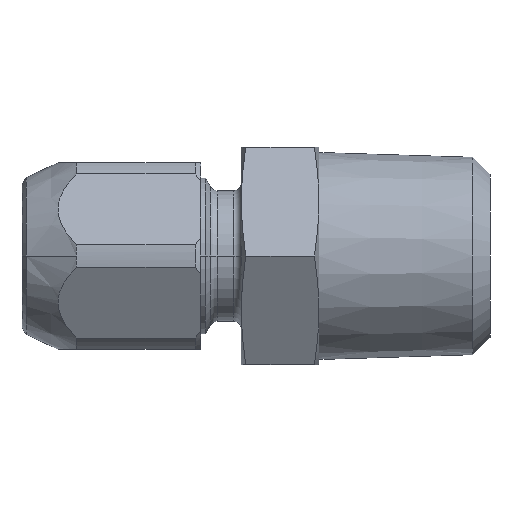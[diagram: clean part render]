
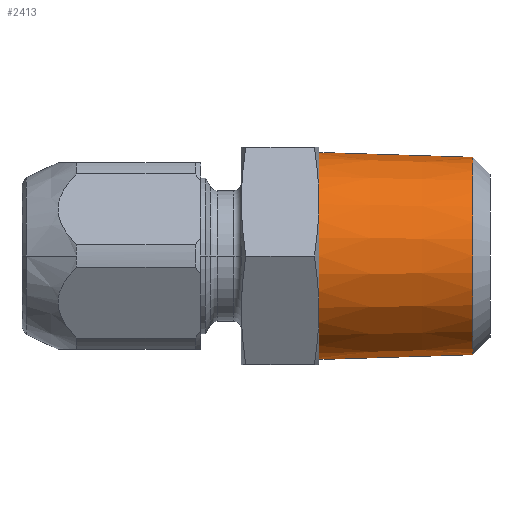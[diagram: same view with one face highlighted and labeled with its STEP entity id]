
A CAD part, left-side view. The second image highlights one B-rep face of the part: STEP entity #2413.
In plain terms, the highlighted conical face has half-angle 1.78 degrees and reference radius 6.502 mm.
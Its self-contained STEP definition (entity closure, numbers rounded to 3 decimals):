
#946=CARTESIAN_POINT('',(0.,-9.9,0.));
#947=DIRECTION('',(0.,1.,0.));
#948=DIRECTION('',(0.,0.,-1.));
#949=AXIS2_PLACEMENT_3D('',#946,#947,#948);
#951=DIRECTION('',(0.,-1.,0.031));
#952=VECTOR('',#951,9.905);
#953=CARTESIAN_POINT('',(0.,0.,-6.655));
#954=LINE('',#953,#952);
#960=DIRECTION('',(0.,-1.,-0.031));
#961=VECTOR('',#960,9.905);
#962=CARTESIAN_POINT('',(0.,0.,6.655));
#963=LINE('',#962,#961);
#969=CARTESIAN_POINT('',(0.,0.,0.));
#970=DIRECTION('',(0.,1.,0.));
#971=DIRECTION('',(0.,0.,-1.));
#972=AXIS2_PLACEMENT_3D('',#969,#970,#971);
#1032=CARTESIAN_POINT('',(0.,-9.9,-6.348));
#1033=CARTESIAN_POINT('',(0.,-9.9,6.348));
#1034=VERTEX_POINT('',#1032);
#1035=VERTEX_POINT('',#1033);
#1036=CARTESIAN_POINT('',(0.,0.,-6.655));
#1037=VERTEX_POINT('',#1036);
#1038=CARTESIAN_POINT('',(0.,0.,6.655));
#1039=VERTEX_POINT('',#1038);
#2399=CARTESIAN_POINT('',(0.,-4.95,0.));
#2400=DIRECTION('',(0.,1.,0.));
#2401=DIRECTION('',(0.,0.,-1.));
#2402=AXIS2_PLACEMENT_3D('',#2399,#2400,#2401);
#2403=CONICAL_SURFACE('',#2402,6.502,1.78);
#2405=ORIENTED_EDGE('',*,*,#2404,.F.);
#2407=ORIENTED_EDGE('',*,*,#2406,.T.);
#2409=ORIENTED_EDGE('',*,*,#2408,.T.);
#2410=ORIENTED_EDGE('',*,*,#2392,.F.);
#2411=EDGE_LOOP('',(#2405,#2407,#2409,#2410));
#2412=FACE_OUTER_BOUND('',#2411,.F.);
#2413=ADVANCED_FACE('',(#2412),#2403,.T.);
#950=CIRCLE('',#949,6.348);
#973=CIRCLE('',#972,6.655);
#2392=EDGE_CURVE('',#1034,#1035,#950,.T.);
#2404=EDGE_CURVE('',#1037,#1034,#954,.T.);
#2406=EDGE_CURVE('',#1037,#1039,#973,.T.);
#2408=EDGE_CURVE('',#1039,#1035,#963,.T.);
